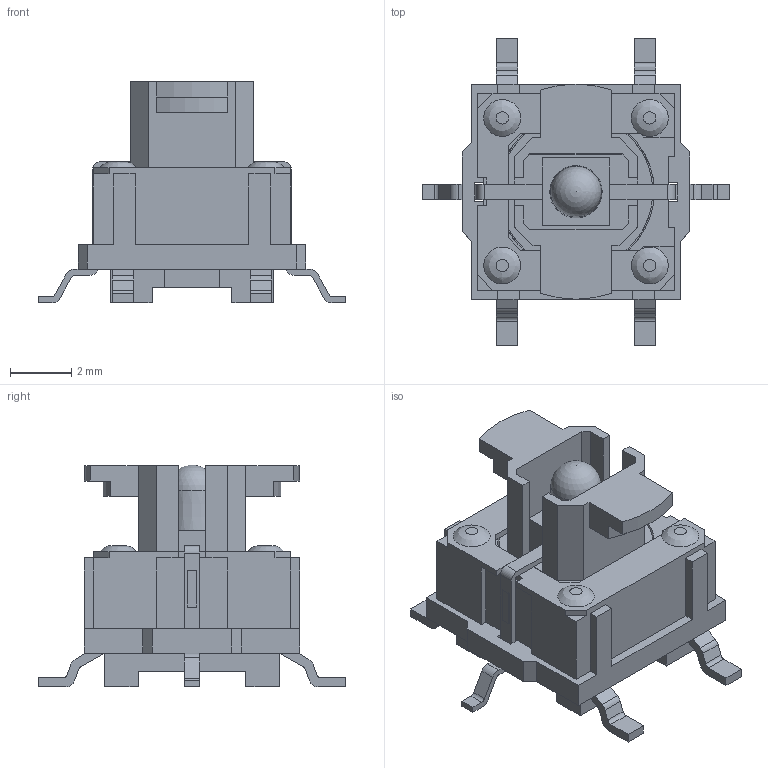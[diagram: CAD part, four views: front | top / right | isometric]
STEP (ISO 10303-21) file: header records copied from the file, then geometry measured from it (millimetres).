
FILE_DESCRIPTION((''),'2;1');
FILE_NAME('TL3265xQN.stp','2017-09-01T11:21:55',('mroman'),(''),'Autodesk Inventor 2012','Autodesk Inventor 2012','');
FILE_SCHEMA(('CONFIG_CONTROL_DESIGN'));
Length unit declared in the file: millimetre
Products named in the file (1): TL3265xQN
Bounding box: 10 x 10 x 7.22 mm (x, y, z)
Volume: 167.1 mm3; surface area: 506.6 mm2
Topology: 3 solids, 5 shells, 306 faces, 861 edges, 563 vertices
Faces by surface type: plane 244, cylinder 49, cone 7, bspline 5, sphere 1
Full cylindrical faces by diameter (mm): 0.8 x4, 0.9 x4, 5 x1
Entity records: 10045 total; most frequent: CARTESIAN_POINT 1849, ORIENTED_EDGE 1666, DIRECTION 1558, EDGE_CURVE 833, VECTOR 704, LINE 704, VERTEX_POINT 553, AXIS2_PLACEMENT_3D 427
